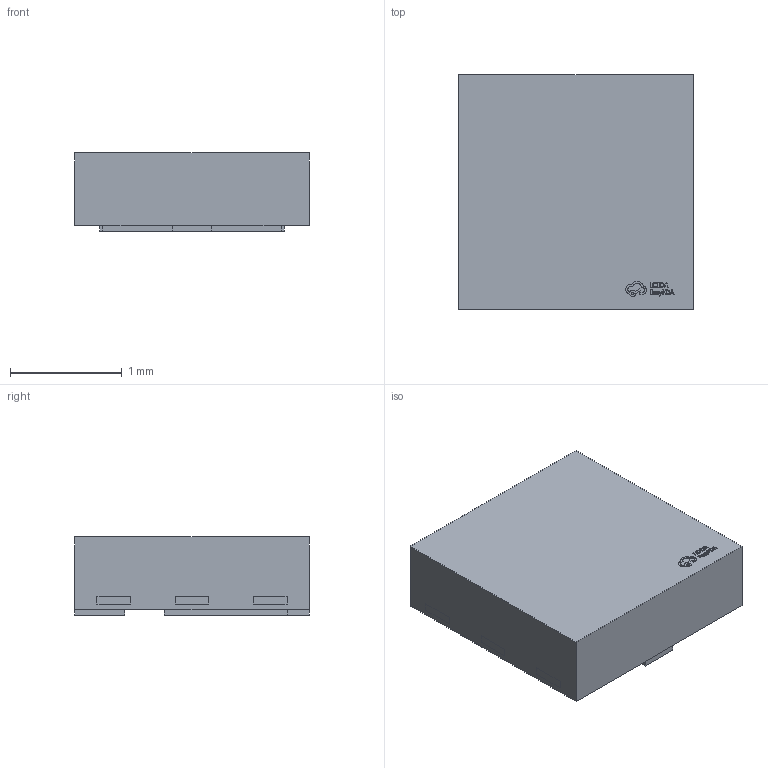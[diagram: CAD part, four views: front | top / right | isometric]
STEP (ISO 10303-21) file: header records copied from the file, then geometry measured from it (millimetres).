
FILE_DESCRIPTION (( 'STEP AP214' ), '1' );
FILE_NAME ('SOT-1061_L2.0-W2.0-H0.6-P1.30-BR.step', '2022-07-26T10:56:31', ( '' ), ( '' ), 'SwSTEP 2.0', 'SolidWorks 2020', '' );
FILE_SCHEMA (( 'AUTOMOTIVE_DESIGN' ));
Length unit declared in the file: millimetre
Products named in the file (1): SOT-1061_L2.0-W2.0-H0.6-P1.30-BR
Bounding box: 2.1 x 2.1 x 0.7 mm (x, y, z)
Volume: 3 mm3; surface area: 14.8 mm2
Topology: 14 solids, 14 shells, 260 faces, 693 edges, 464 vertices
Faces by surface type: plane 162, bspline 98
Entity records: 11539 total; most frequent: CARTESIAN_POINT 2724, ORIENTED_EDGE 1386, DIRECTION 819, EDGE_CURVE 693, LINE 493, VECTOR 493, VERTEX_POINT 464, EDGE_LOOP 275
